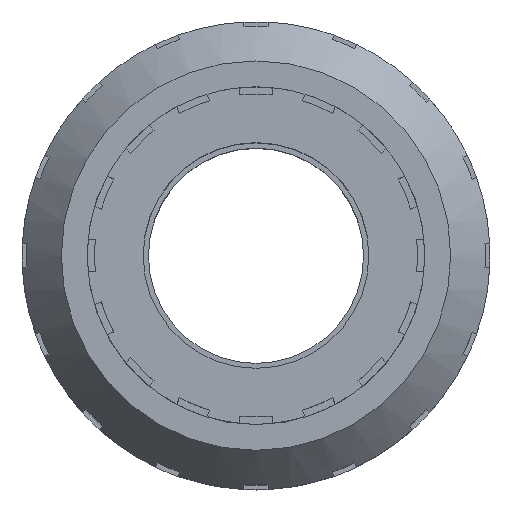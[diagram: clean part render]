
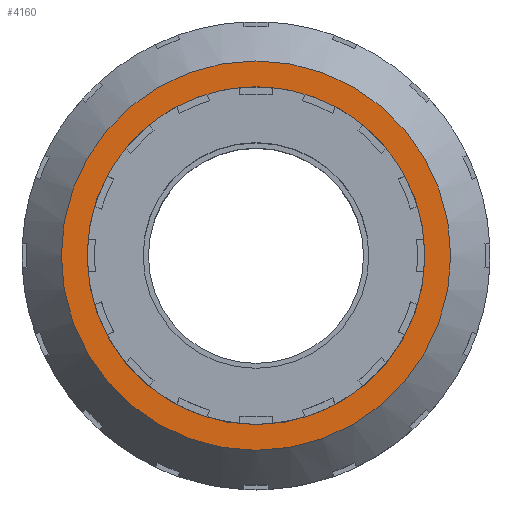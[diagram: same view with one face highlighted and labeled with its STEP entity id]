
A CAD part, top view. The second image highlights one B-rep face of the part: STEP entity #4160.
In plain terms, the highlighted face is planar.
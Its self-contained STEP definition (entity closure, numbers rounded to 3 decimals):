
#97=FACE_BOUND($,#861,.T.);
#317=CIRCLE($,#4598,20.805);
#320=CIRCLE($,#4606,18.05);
#616=FACE_OUTER_BOUND($,#860,.T.);
#860=EDGE_LOOP($,(#3725));
#861=EDGE_LOOP($,(#3726));
#1980=VERTEX_POINT($,#7142);
#1985=VERTEX_POINT($,#7161);
#2580=EDGE_CURVE($,#1980,#1980,#317,.T.);
#2589=EDGE_CURVE($,#1985,#1985,#320,.T.);
#3725=ORIENTED_EDGE($,*,*,#2580,.F.);
#3726=ORIENTED_EDGE($,*,*,#2589,.T.);
#3942=PLANE($,#4605);
#4160=ADVANCED_FACE($,(#616,#97),#3942,.T.);
#4598=AXIS2_PLACEMENT_3D($,#7143,#5818,#5819);
#4605=AXIS2_PLACEMENT_3D($,#7160,#5838,#5839);
#4606=AXIS2_PLACEMENT_3D($,#7162,#5840,#5841);
#5818=DIRECTION('center_axis',(0.,0.,1.));
#5819=DIRECTION('ref_axis',(0.,-1.,0.));
#5838=DIRECTION('center_axis',(0.,0.,-1.));
#5839=DIRECTION('ref_axis',(-1.,0.,0.));
#5840=DIRECTION('center_axis',(0.,0.,1.));
#5841=DIRECTION('ref_axis',(0.,-1.,0.));
#7142=CARTESIAN_POINT('',(0.,-20.805,0.));
#7143=CARTESIAN_POINT('Origin',(0.,0.,0.));
#7160=CARTESIAN_POINT('Origin',(0.,-19.427,0.));
#7161=CARTESIAN_POINT('',(0.,-18.05,0.));
#7162=CARTESIAN_POINT('Origin',(0.,0.,0.));
